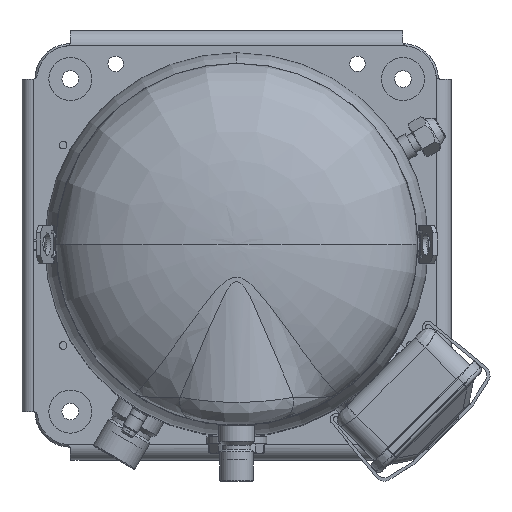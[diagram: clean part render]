
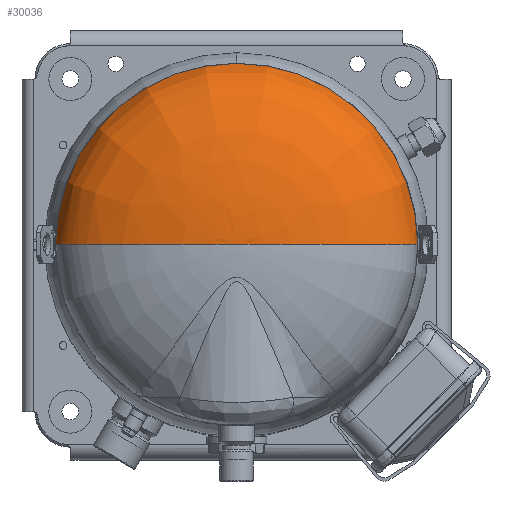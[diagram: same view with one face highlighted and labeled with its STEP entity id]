
A CAD part, top view. The second image highlights one B-rep face of the part: STEP entity #30036.
In plain terms, the highlighted face is a revolution surface.
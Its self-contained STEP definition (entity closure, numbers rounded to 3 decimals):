
#29344=CARTESIAN_POINT('',(119.69,46.003,0.));
#29345=CARTESIAN_POINT('',(119.689,46.802,0.));
#29346=CARTESIAN_POINT('',(119.587,48.811,0.));
#29347=CARTESIAN_POINT('',(118.893,52.86,0.));
#29348=CARTESIAN_POINT('',(116.001,60.549,0.));
#29349=CARTESIAN_POINT('',(107.514,70.773,0.));
#29350=CARTESIAN_POINT('',(94.933,79.113,0.));
#29351=CARTESIAN_POINT('',(77.344,87.247,0.));
#29352=CARTESIAN_POINT('',(59.55,92.511,0.));
#29353=CARTESIAN_POINT('',(40.691,96.092,0.));
#29354=CARTESIAN_POINT('',(25.411,97.964,0.));
#29355=CARTESIAN_POINT('',(11.854,98.85,0.));
#29356=CARTESIAN_POINT('',(3.383,99.003,0.));
#29357=CARTESIAN_POINT('',(0.,99.,0.));
#29359=CARTESIAN_POINT('',(0.,46.003,0.));
#29360=DIRECTION('',(0.,-1.,0.));
#29361=DIRECTION('',(1.,0.,0.));
#29362=AXIS2_PLACEMENT_3D('',#29359,#29360,#29361);
#29364=CARTESIAN_POINT('',(-119.69,46.003,0.));
#29365=CARTESIAN_POINT('',(-119.689,46.802,0.));
#29366=CARTESIAN_POINT('',(-119.587,48.811,
0.));
#29367=CARTESIAN_POINT('',(-118.893,52.86,0.));
#29368=CARTESIAN_POINT('',(-116.001,60.549,
0.));
#29369=CARTESIAN_POINT('',(-107.514,70.773,
0.));
#29370=CARTESIAN_POINT('',(-94.933,79.113,
0.));
#29371=CARTESIAN_POINT('',(-77.344,87.247,0.));
#29372=CARTESIAN_POINT('',(-59.55,92.511,0.));
#29373=CARTESIAN_POINT('',(-40.691,96.092,0.));
#29374=CARTESIAN_POINT('',(-25.411,97.964,0.));
#29375=CARTESIAN_POINT('',(-11.854,98.85,0.));
#29376=CARTESIAN_POINT('',(-3.383,99.003,0.));
#29377=CARTESIAN_POINT('',(0.,99.,0.));
#29973=CARTESIAN_POINT('',(119.69,46.003,0.));
#29975=VERTEX_POINT('',#29973);
#29976=VERTEX_POINT('',#29357);
#29978=CARTESIAN_POINT('',(-119.69,46.003,0.));
#29980=VERTEX_POINT('',#29978);
#30008=CARTESIAN_POINT('',(119.651,44.593,0.));
#30009=CARTESIAN_POINT('',(119.678,45.065,0.));
#30010=CARTESIAN_POINT('',(119.712,46.336,0.));
#30011=CARTESIAN_POINT('',(119.587,48.808,0.));
#30012=CARTESIAN_POINT('',(118.893,52.862,0.));
#30013=CARTESIAN_POINT('',(116.001,60.548,0.));
#30014=CARTESIAN_POINT('',(107.514,70.774,0.));
#30015=CARTESIAN_POINT('',(94.933,79.113,0.));
#30016=CARTESIAN_POINT('',(77.344,87.247,0.));
#30017=CARTESIAN_POINT('',(59.55,92.511,0.));
#30018=CARTESIAN_POINT('',(40.691,96.092,0.));
#30019=CARTESIAN_POINT('',(25.411,97.964,0.));
#30020=CARTESIAN_POINT('',(11.854,98.85,0.));
#30021=CARTESIAN_POINT('',(3.383,99.003,0.));
#30022=CARTESIAN_POINT('',(0.,99.,0.));
#30024=CARTESIAN_POINT('',(0.,-2.65,0.));
#30025=DIRECTION('',(0.,1.,0.));
#30026=AXIS1_PLACEMENT('',#30024,#30025);
#30027=SURFACE_OF_REVOLUTION('',#30023,#30026);
#30029=ORIENTED_EDGE('',*,*,#30028,.F.);
#30031=ORIENTED_EDGE('',*,*,#30030,.T.);
#30033=ORIENTED_EDGE('',*,*,#30032,.T.);
#30034=EDGE_LOOP('',(#30029,#30031,#30033));
#30035=FACE_OUTER_BOUND('',#30034,.F.);
#30036=ADVANCED_FACE('',(#30035),#30027,.T.);
#29358=B_SPLINE_CURVE_WITH_KNOTS('',3,(#29344,#29345,#29346,#29347,#29348,
#29349,#29350,#29351,#29352,#29353,#29354,#29355,#29356,#29357),.UNSPECIFIED.,
.F.,.F.,(4,1,1,1,1,1,1,1,1,1,1,4),(0.,0.015,0.038,
0.077,0.171,0.299,0.394,
0.588,0.702,0.814,0.926,1.),
.UNSPECIFIED.);
#29363=CIRCLE('',#29362,119.69);
#29378=B_SPLINE_CURVE_WITH_KNOTS('',3,(#29364,#29365,#29366,#29367,#29368,
#29369,#29370,#29371,#29372,#29373,#29374,#29375,#29376,#29377),.UNSPECIFIED.,
.F.,.F.,(4,1,1,1,1,1,1,1,1,1,1,4),(0.,0.015,0.038,
0.077,0.171,0.299,0.394,
0.588,0.702,0.814,0.926,1.),
.UNSPECIFIED.);
#30023=B_SPLINE_CURVE_WITH_KNOTS('',3,(#30008,#30009,#30010,#30011,#30012,
#30013,#30014,#30015,#30016,#30017,#30018,#30019,#30020,#30021,#30022),
.UNSPECIFIED.,.F.,.F.,(4,1,1,1,1,1,1,1,1,1,1,1,4),(0.,0.009,
0.023,0.046,0.085,0.178,
0.305,0.399,0.592,0.704,
0.816,0.926,1.),.UNSPECIFIED.);
#30028=EDGE_CURVE('',#29975,#29976,#29358,.T.);
#30030=EDGE_CURVE('',#29975,#29980,#29363,.T.);
#30032=EDGE_CURVE('',#29980,#29976,#29378,.T.);
